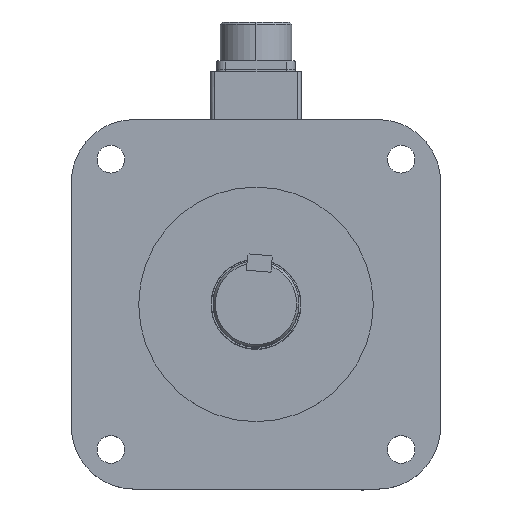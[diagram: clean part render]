
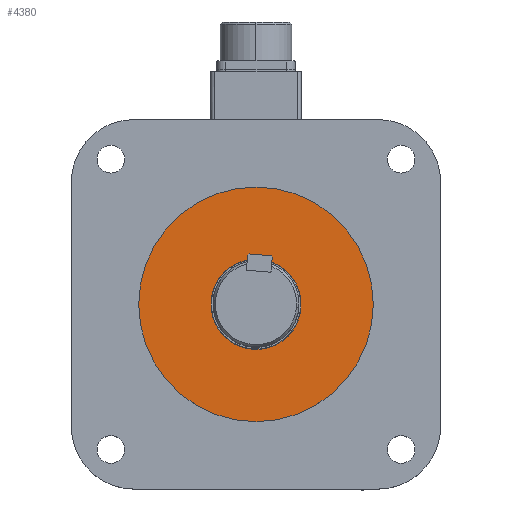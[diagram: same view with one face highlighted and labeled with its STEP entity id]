
A CAD part, top view. The second image highlights one B-rep face of the part: STEP entity #4380.
In plain terms, the highlighted planar face has unit normal (0, 0, 1).
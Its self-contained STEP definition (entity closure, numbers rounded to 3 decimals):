
#2697 = ORIENTED_EDGE ( 'NONE', *, *, #25231, .T. ) ;
#4380 = ADVANCED_FACE ( 'NONE', ( #40110 ), #16063, .T. ) ;
#10525 = EDGE_LOOP ( 'NONE', ( #2697, #26627 ) ) ;
#11186 = DIRECTION ( 'NONE',  ( 0., 0., 1. ) ) ;
#11654 = AXIS2_PLACEMENT_3D ( 'NONE', #24616, #53621, #28829 ) ;
#14336 = VERTEX_POINT ( 'NONE', #36226 ) ;
#14739 = DIRECTION ( 'NONE',  ( 0., 0., 1. ) ) ;
#16063 = PLANE ( 'NONE',  #11654 ) ;
#18572 = CARTESIAN_POINT ( 'NONE',  ( -57.15, 0., 21.2 ) ) ;
#19773 = VERTEX_POINT ( 'NONE', #18572 ) ;
#21597 = CIRCLE ( 'NONE', #40372, 57.15 ) ;
#24616 = CARTESIAN_POINT ( 'NONE',  ( 0., 0., 21.2 ) ) ;
#25231 = EDGE_CURVE ( 'NONE', #19773, #14336, #29194, .T. ) ;
#26627 = ORIENTED_EDGE ( 'NONE', *, *, #48129, .T. ) ;
#28829 = DIRECTION ( 'NONE',  ( 1., 0., 0. ) ) ;
#29194 = CIRCLE ( 'NONE', #39220, 57.15 ) ;
#36098 = CARTESIAN_POINT ( 'NONE',  ( 0., 0., 21.2 ) ) ;
#36226 = CARTESIAN_POINT ( 'NONE',  ( 57.15, 0., 21.2 ) ) ;
#39220 = AXIS2_PLACEMENT_3D ( 'NONE', #39645, #14739, #43798 ) ;
#39645 = CARTESIAN_POINT ( 'NONE',  ( 0., 0., 21.2 ) ) ;
#40110 = FACE_OUTER_BOUND ( 'NONE', #10525, .T. ) ;
#40286 = DIRECTION ( 'NONE',  ( 1., 0., 0. ) ) ;
#40372 = AXIS2_PLACEMENT_3D ( 'NONE', #36098, #11186, #40286 ) ;
#43798 = DIRECTION ( 'NONE',  ( 1., 0., 0. ) ) ;
#48129 = EDGE_CURVE ( 'NONE', #14336, #19773, #21597, .T. ) ;
#53621 = DIRECTION ( 'NONE',  ( 0., 0., 1. ) ) ;
